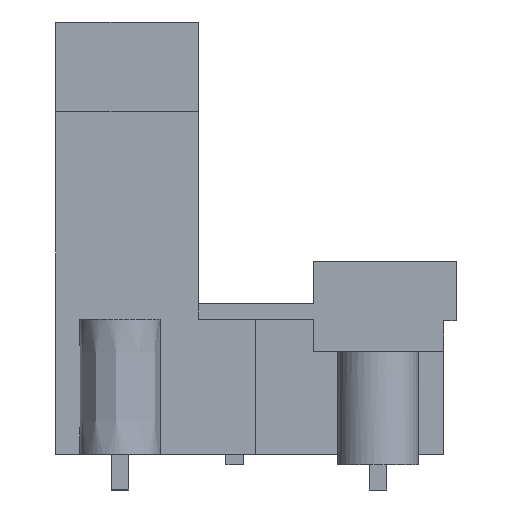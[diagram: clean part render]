
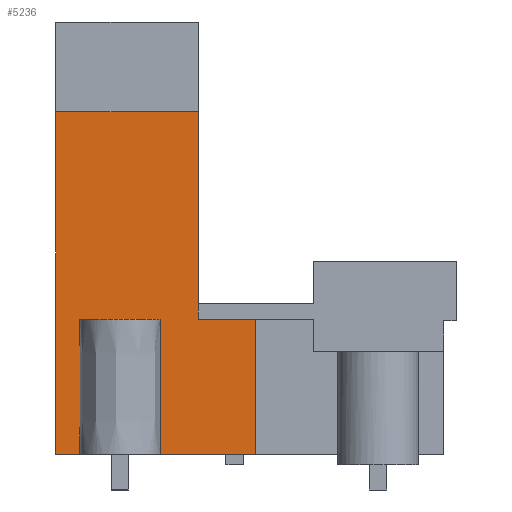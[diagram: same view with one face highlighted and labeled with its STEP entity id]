
A CAD part, left-side view. The second image highlights one B-rep face of the part: STEP entity #5236.
In plain terms, the highlighted planar face has unit normal (-1, 0, 0).
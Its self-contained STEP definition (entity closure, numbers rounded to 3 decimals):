
#5185=AXIS2_PLACEMENT_3D('Plane Axis2P3D',#5182,#5183,#5184) ;
#2131=CARTESIAN_POINT('Vertex',(3.84,11.84,2.1)) ;
#2134=CARTESIAN_POINT('Line Origine',(3.84,14.846,2.1)) ;
#2138=CARTESIAN_POINT('Vertex',(3.84,17.853,2.1)) ;
#2182=CARTESIAN_POINT('Vertex',(3.84,21.887,2.1)) ;
#2185=CARTESIAN_POINT('Line Origine',(3.84,22.779,2.1)) ;
#2189=CARTESIAN_POINT('Vertex',(3.84,23.67,2.1)) ;
#4697=CARTESIAN_POINT('Vertex',(3.84,15.24,11.)) ;
#4727=CARTESIAN_POINT('Line Origine',(3.84,15.24,10.55)) ;
#4731=CARTESIAN_POINT('Vertex',(3.84,15.24,10.1)) ;
#4755=CARTESIAN_POINT('Vertex',(3.84,11.84,10.1)) ;
#4772=CARTESIAN_POINT('Line Origine',(3.84,13.54,10.1)) ;
#5020=CARTESIAN_POINT('Line Origine',(3.84,23.67,12.23)) ;
#5024=CARTESIAN_POINT('Vertex',(3.84,23.67,22.36)) ;
#5182=CARTESIAN_POINT('Axis2P3D Location',(3.84,23.67,1.5)) ;
#5187=CARTESIAN_POINT('Line Origine',(3.84,15.24,16.68)) ;
#5191=CARTESIAN_POINT('Vertex',(3.84,15.24,22.36)) ;
#5194=CARTESIAN_POINT('Line Origine',(3.84,19.455,22.36)) ;
#5199=CARTESIAN_POINT('Line Origine',(3.84,21.887,6.1)) ;
#5203=CARTESIAN_POINT('Vertex',(3.84,21.887,10.1)) ;
#5206=CARTESIAN_POINT('Line Origine',(3.84,19.87,10.1)) ;
#5210=CARTESIAN_POINT('Vertex',(3.84,17.853,10.1)) ;
#5213=CARTESIAN_POINT('Line Origine',(3.84,17.853,6.1)) ;
#5218=CARTESIAN_POINT('Line Origine',(3.84,11.84,6.1)) ;
#2135=DIRECTION('Vector Direction',(0.,-1.,0.)) ;
#2186=DIRECTION('Vector Direction',(0.,-1.,0.)) ;
#4728=DIRECTION('Vector Direction',(0.,0.,-1.)) ;
#4773=DIRECTION('Vector Direction',(0.,1.,0.)) ;
#5021=DIRECTION('Vector Direction',(0.,0.,1.)) ;
#5183=DIRECTION('Axis2P3D Direction',(-1.,0.,0.)) ;
#5184=DIRECTION('Axis2P3D XDirection',(0.,-1.,0.)) ;
#5188=DIRECTION('Vector Direction',(0.,0.,-1.)) ;
#5195=DIRECTION('Vector Direction',(0.,-1.,0.)) ;
#5200=DIRECTION('Vector Direction',(0.,0.,1.)) ;
#5207=DIRECTION('Vector Direction',(0.,1.,0.)) ;
#5214=DIRECTION('Vector Direction',(0.,0.,1.)) ;
#5219=DIRECTION('Vector Direction',(0.,0.,1.)) ;
#2136=VECTOR('Line Direction',#2135,1.) ;
#2187=VECTOR('Line Direction',#2186,1.) ;
#4729=VECTOR('Line Direction',#4728,1.) ;
#4774=VECTOR('Line Direction',#4773,1.) ;
#5022=VECTOR('Line Direction',#5021,1.) ;
#5189=VECTOR('Line Direction',#5188,1.) ;
#5196=VECTOR('Line Direction',#5195,1.) ;
#5201=VECTOR('Line Direction',#5200,1.) ;
#5208=VECTOR('Line Direction',#5207,1.) ;
#5215=VECTOR('Line Direction',#5214,1.) ;
#5220=VECTOR('Line Direction',#5219,1.) ;
#5224=ORIENTED_EDGE('',*,*,#5193,.F.) ;
#5225=ORIENTED_EDGE('',*,*,#5198,.T.) ;
#5226=ORIENTED_EDGE('',*,*,#5026,.T.) ;
#5227=ORIENTED_EDGE('',*,*,#2191,.T.) ;
#5228=ORIENTED_EDGE('',*,*,#5205,.T.) ;
#5229=ORIENTED_EDGE('',*,*,#5212,.F.) ;
#5230=ORIENTED_EDGE('',*,*,#5217,.F.) ;
#5231=ORIENTED_EDGE('',*,*,#2140,.T.) ;
#5232=ORIENTED_EDGE('',*,*,#5222,.T.) ;
#5233=ORIENTED_EDGE('',*,*,#4776,.T.) ;
#5234=ORIENTED_EDGE('',*,*,#4733,.F.) ;
#5236=ADVANCED_FACE('HOUSING',(#5235),#5186,.T.) ;
#2140=EDGE_CURVE('',#2139,#2132,#2137,.T.) ;
#2191=EDGE_CURVE('',#2190,#2183,#2188,.T.) ;
#4733=EDGE_CURVE('',#4698,#4732,#4730,.T.) ;
#4776=EDGE_CURVE('',#4756,#4732,#4775,.T.) ;
#5026=EDGE_CURVE('',#5025,#2190,#5023,.F.) ;
#5193=EDGE_CURVE('',#5192,#4698,#5190,.T.) ;
#5198=EDGE_CURVE('',#5192,#5025,#5197,.F.) ;
#5205=EDGE_CURVE('',#2183,#5204,#5202,.T.) ;
#5212=EDGE_CURVE('',#5211,#5204,#5209,.T.) ;
#5217=EDGE_CURVE('',#2139,#5211,#5216,.T.) ;
#5222=EDGE_CURVE('',#2132,#4756,#5221,.T.) ;
#5223=EDGE_LOOP('',(#5224,#5225,#5226,#5227,#5228,#5229,#5230,#5231,#5232,#5233,#5234)) ;
#5235=FACE_OUTER_BOUND('',#5223,.T.) ;
#2137=LINE('Line',#2134,#2136) ;
#2188=LINE('Line',#2185,#2187) ;
#4730=LINE('Line',#4727,#4729) ;
#4775=LINE('Line',#4772,#4774) ;
#5023=LINE('Line',#5020,#5022) ;
#5190=LINE('Line',#5187,#5189) ;
#5197=LINE('Line',#5194,#5196) ;
#5202=LINE('Line',#5199,#5201) ;
#5209=LINE('Line',#5206,#5208) ;
#5216=LINE('Line',#5213,#5215) ;
#5221=LINE('Line',#5218,#5220) ;
#5186=PLANE('',#5185) ;
#2132=VERTEX_POINT('',#2131) ;
#2139=VERTEX_POINT('',#2138) ;
#2183=VERTEX_POINT('',#2182) ;
#2190=VERTEX_POINT('',#2189) ;
#4698=VERTEX_POINT('',#4697) ;
#4732=VERTEX_POINT('',#4731) ;
#4756=VERTEX_POINT('',#4755) ;
#5025=VERTEX_POINT('',#5024) ;
#5192=VERTEX_POINT('',#5191) ;
#5204=VERTEX_POINT('',#5203) ;
#5211=VERTEX_POINT('',#5210) ;
